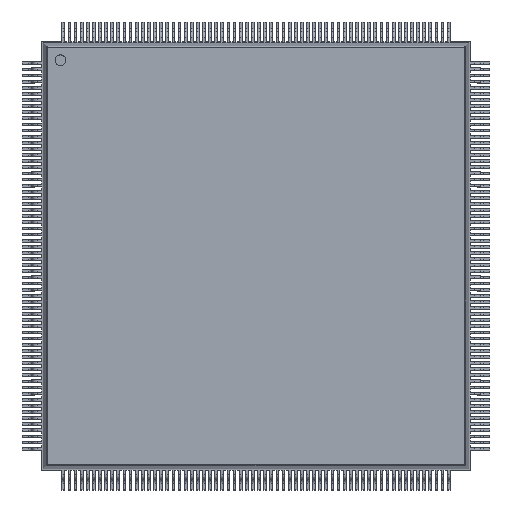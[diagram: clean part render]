
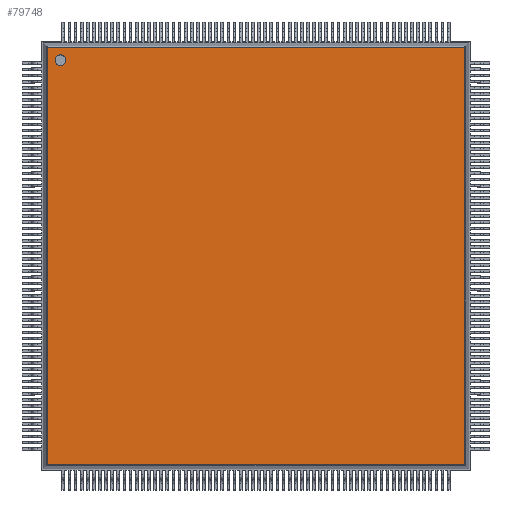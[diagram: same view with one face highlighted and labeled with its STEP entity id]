
A CAD part, top view. The second image highlights one B-rep face of the part: STEP entity #79748.
In plain terms, the highlighted planar face has unit normal (0, 0, 1).
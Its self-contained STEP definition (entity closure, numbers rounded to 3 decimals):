
#33032 = VERTEX_POINT('',#33033);
#33033 = CARTESIAN_POINT('',(13.648,13.648,4.));
#33287 = EDGE_CURVE('',#33032,#33288,#33290,.T.);
#33288 = VERTEX_POINT('',#33289);
#33289 = CARTESIAN_POINT('',(-13.648,13.648,4.));
#33290 = B_SPLINE_CURVE_WITH_KNOTS('',2,(#33291,#33292,#33293,#33294,
#33295),.UNSPECIFIED.,.F.,.F.,(3,1,1,3),(-1.347,
-0.006,27.388,28.729),.UNSPECIFIED.);
#33291 = CARTESIAN_POINT('',(15.038,13.648,4.));
#33292 = CARTESIAN_POINT('',(14.367,13.648,4.));
#33293 = CARTESIAN_POINT('',(0.,13.648,4.));
#33294 = CARTESIAN_POINT('',(-14.367,13.648,4.));
#33295 = CARTESIAN_POINT('',(-15.038,13.648,4.));
#77986 = EDGE_CURVE('',#33288,#77987,#77989,.T.);
#77987 = VERTEX_POINT('',#77988);
#77988 = CARTESIAN_POINT('',(-13.648,-13.648,4.));
#77989 = B_SPLINE_CURVE_WITH_KNOTS('',2,(#77990,#77991,#77992,#77993,
#77994),.UNSPECIFIED.,.F.,.F.,(3,1,1,3),(-1.347,
-0.006,27.388,28.729),.UNSPECIFIED.);
#77990 = CARTESIAN_POINT('',(-13.648,15.038,4.));
#77991 = CARTESIAN_POINT('',(-13.648,14.367,4.));
#77992 = CARTESIAN_POINT('',(-13.648,0.,4.));
#77993 = CARTESIAN_POINT('',(-13.648,-14.367,4.));
#77994 = CARTESIAN_POINT('',(-13.648,-15.038,4.));
#79468 = VERTEX_POINT('',#79469);
#79469 = CARTESIAN_POINT('',(13.648,-13.648,4.));
#79723 = EDGE_CURVE('',#79468,#33032,#79724,.T.);
#79724 = B_SPLINE_CURVE_WITH_KNOTS('',2,(#79725,#79726,#79727,#79728,
#79729),.UNSPECIFIED.,.F.,.F.,(3,1,1,3),(-1.347,
-0.006,27.388,28.729),.UNSPECIFIED.);
#79725 = CARTESIAN_POINT('',(13.648,-15.038,4.));
#79726 = CARTESIAN_POINT('',(13.648,-14.367,4.));
#79727 = CARTESIAN_POINT('',(13.648,0.,4.));
#79728 = CARTESIAN_POINT('',(13.648,14.367,4.));
#79729 = CARTESIAN_POINT('',(13.648,15.038,4.));
#79748 = ADVANCED_FACE('',(#79749,#79762),#79773,.F.);
#79749 = FACE_BOUND('',#79750,.F.);
#79750 = EDGE_LOOP('',(#79751,#79752,#79753,#79761));
#79751 = ORIENTED_EDGE('',*,*,#33287,.F.);
#79752 = ORIENTED_EDGE('',*,*,#79723,.F.);
#79753 = ORIENTED_EDGE('',*,*,#79754,.F.);
#79754 = EDGE_CURVE('',#77987,#79468,#79755,.T.);
#79755 = B_SPLINE_CURVE_WITH_KNOTS('',2,(#79756,#79757,#79758,#79759,
#79760),.UNSPECIFIED.,.F.,.F.,(3,1,1,3),(-1.347,
-0.006,27.388,28.729),.UNSPECIFIED.);
#79756 = CARTESIAN_POINT('',(-15.038,-13.648,4.));
#79757 = CARTESIAN_POINT('',(-14.367,-13.648,4.));
#79758 = CARTESIAN_POINT('',(0.,-13.648,4.));
#79759 = CARTESIAN_POINT('',(14.367,-13.648,4.));
#79760 = CARTESIAN_POINT('',(15.038,-13.648,4.));
#79761 = ORIENTED_EDGE('',*,*,#77986,.F.);
#79762 = FACE_BOUND('',#79763,.F.);
#79763 = EDGE_LOOP('',(#79764));
#79764 = ORIENTED_EDGE('',*,*,#79765,.T.);
#79765 = EDGE_CURVE('',#79766,#79766,#79768,.T.);
#79766 = VERTEX_POINT('',#79767);
#79767 = CARTESIAN_POINT('',(-12.791,12.441,4.));
#79768 = CIRCLE('',#79769,0.35);
#79769 = AXIS2_PLACEMENT_3D('',#79770,#79771,#79772);
#79770 = CARTESIAN_POINT('',(-12.791,12.791,4.));
#79771 = DIRECTION('',(-0.,0.,1.));
#79772 = DIRECTION('',(0.,-1.,0.));
#79773 = PLANE('',#79774);
#79774 = AXIS2_PLACEMENT_3D('',#79775,#79776,#79777);
#79775 = CARTESIAN_POINT('',(-13.691,13.691,4.));
#79776 = DIRECTION('',(0.,0.,-1.));
#79777 = DIRECTION('',(0.707,-0.707,0.));
